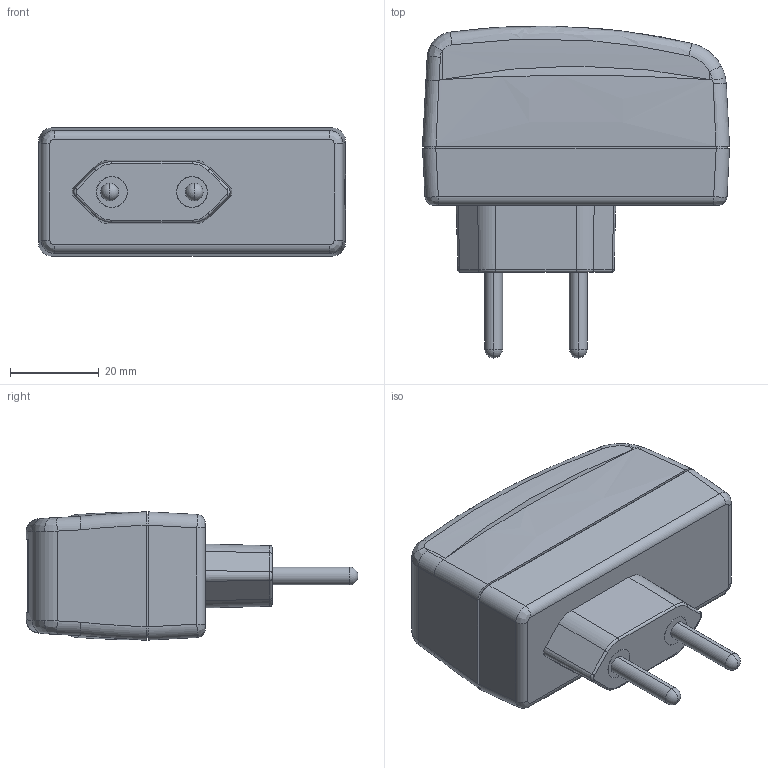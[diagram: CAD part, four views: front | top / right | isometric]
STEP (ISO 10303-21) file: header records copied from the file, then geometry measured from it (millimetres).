
FILE_DESCRIPTION((''),'2;1');
FILE_NAME('GT-86120-WWVV-X_X-W2B_ASM','2022-11-23T14:06:36',('jirenqiang'),(''),'CREO PARAMETRIC BY PTC INC, 2018050','CREO PARAMETRIC BY PTC INC, 2018050','');
FILE_SCHEMA(('CONFIG_CONTROL_DESIGN'));
Length unit declared in the file: millimetre
Products named in the file (4): UL_TOP_52; BOT; BRAZIL_PLUG_3_1; GT-86120-WWVV-X_X-W2B_ASM
Assembly tree (3 placements, depth 2):
  GT-86120-WWVV-X_X-W2B_ASM
    UL_TOP_52
    BOT
    BRAZIL_PLUG_3_1
Bounding box: 69 x 74.6 x 28.8 mm (x, y, z)
Volume: 24963.4 mm3; surface area: 25365.5 mm2
Topology: 3 solids, 3 shells, 617 faces, 1698 edges, 1099 vertices
Faces by surface type: plane 415, cylinder 110, bspline 30, torus 26, cone 24, extrusion 8, sphere 4
Entity records: 21145 total; most frequent: CARTESIAN_POINT 6010, ORIENTED_EDGE 3388, DIRECTION 2734, EDGE_CURVE 1694, VECTOR 1130, LINE 1122, VERTEX_POINT 1099, AXIS2_PLACEMENT_3D 802
